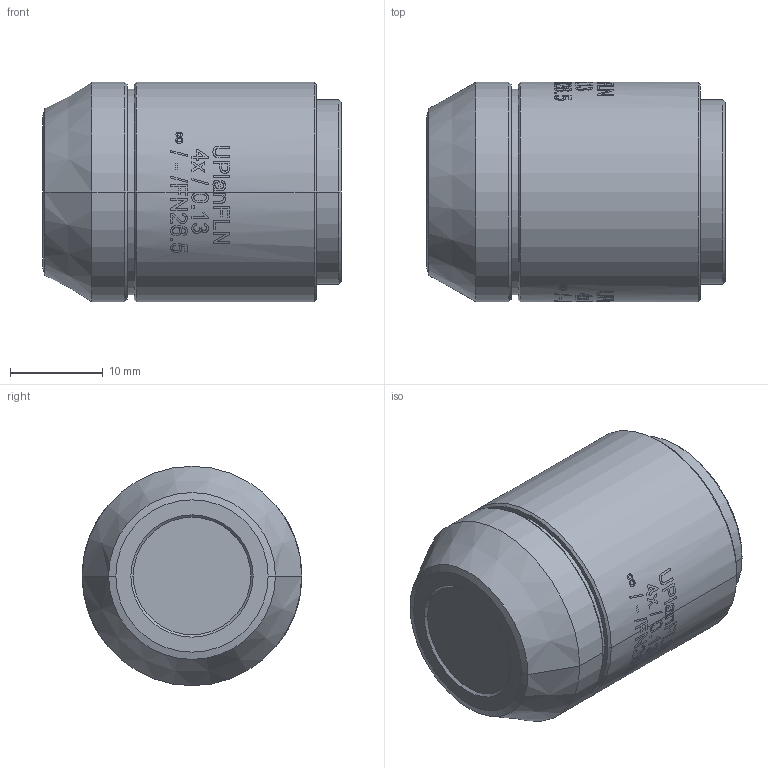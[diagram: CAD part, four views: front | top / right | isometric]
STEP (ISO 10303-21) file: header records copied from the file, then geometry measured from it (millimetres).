
FILE_DESCRIPTION (( 'STEP AP214' ), '1' );
FILE_NAME ('TTN088614-E0W.STEP', '2016-06-23T20:21:20', ( '' ), ( '' ), 'SwSTEP 2.0', 'SolidWorks 2016', '' );
FILE_SCHEMA (( 'AUTOMOTIVE_DESIGN' ));
Length unit declared in the file: millimetre
Products named in the file (1): TTN088614-E0W
Bounding box: 32.25 x 23.71 x 23.71 mm (x, y, z)
Surface area: 4703.4 mm2 (no closed solid volume)
Topology: 0 solids, 3 shells, 118 faces, 648 edges, 599 vertices
Faces by surface type: cylinder 82, cone 19, plane 17
Entity records: 12330 total; most frequent: CARTESIAN_POINT 5970, ORIENTED_EDGE 1292, DIRECTION 773, EDGE_CURVE 648, VERTEX_POINT 599, AXIS2_PLACEMENT_3D 306, B_SPLINE_CURVE_WITH_KNOTS 300, CIRCLE 187
